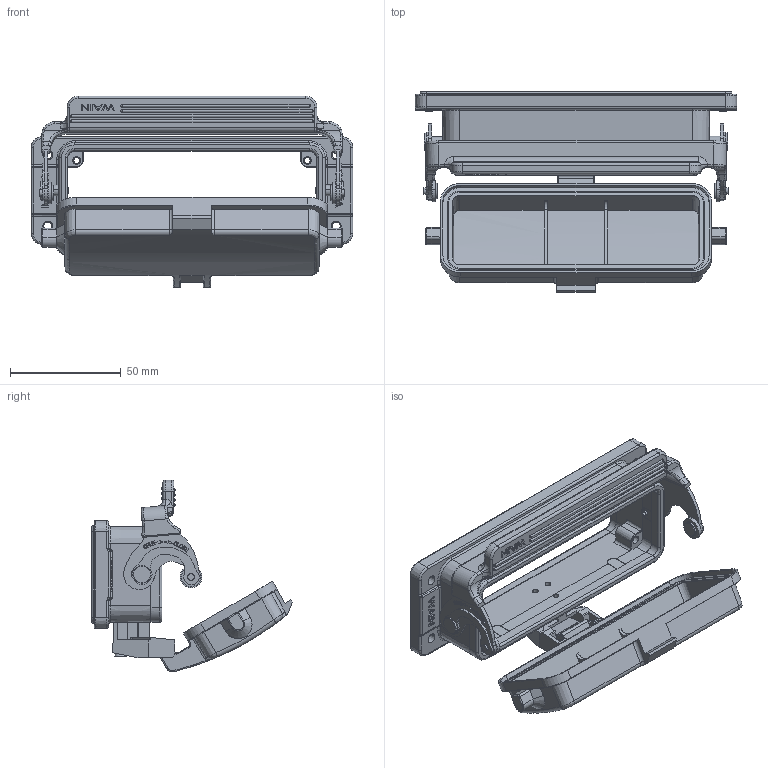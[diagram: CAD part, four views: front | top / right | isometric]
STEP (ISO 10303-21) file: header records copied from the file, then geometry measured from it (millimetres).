
FILE_DESCRIPTION((''),'2;1');
FILE_NAME('BREP_WITH_VOIDS_83030','2019-10-10T',('sy.ji'),(''),'PRO/ENGINEER BY PARAMETRIC TECHNOLOGY CORPORATION, 2014310','PRO/ENGINEER BY PARAMETRIC TECHNOLOGY CORPORATION, 2014310','');
FILE_SCHEMA(('CONFIG_CONTROL_DESIGN'));
Products named in the file (1): BREP_WITH_VOIDS_83030
Bounding box: 144.99 x 90.34 x 86.38 mm (x, y, z)
Volume: 96626.6 mm3; surface area: 74429.5 mm2
Topology: 3 solids, 34 shells, 2175 faces, 6097 edges, 3983 vertices
Faces by surface type: plane 883, cylinder 618, extrusion 264, torus 145, cone 130, bspline 75, sphere 60
Entity records: 101869 total; most frequent: CARTESIAN_POINT 26106, ORIENTED_EDGE 12016, DIRECTION 10298, PRESENTATION_STYLE_ASSIGNMENT 6519, STYLED_ITEM 6149, CURVE_STYLE 6138, EDGE_CURVE 6035, VERTEX_POINT 3983
